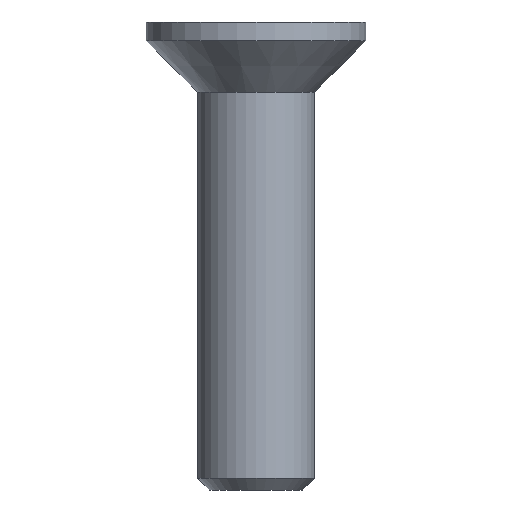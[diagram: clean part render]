
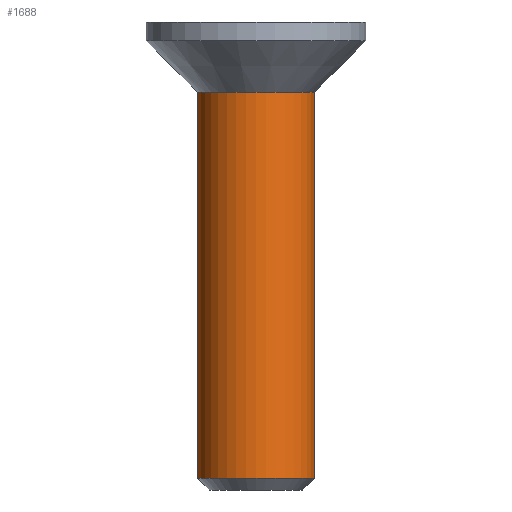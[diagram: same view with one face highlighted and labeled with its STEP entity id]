
A CAD part, front view. The second image highlights one B-rep face of the part: STEP entity #1688.
In plain terms, the highlighted cylindrical face has radius 1.25 mm (diameter 2.5 mm), a full revolution.
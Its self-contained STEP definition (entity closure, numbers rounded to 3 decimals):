
#656 = CONICAL_SURFACE('',#657,2.35,0.785);
#657 = AXIS2_PLACEMENT_3D('',#658,#659,#660);
#658 = CARTESIAN_POINT('',(0.,0.,1.1));
#659 = DIRECTION('',(0.,0.,1.));
#660 = DIRECTION('',(1.,0.,0.));
#1627 = VERTEX_POINT('',#1628);
#1628 = CARTESIAN_POINT('',(1.25,0.,0.));
#1649 = EDGE_CURVE('',#1627,#1627,#1650,.T.);
#1650 = SURFACE_CURVE('',#1651,(#1656,#1663),.PCURVE_S1.);
#1651 = CIRCLE('',#1652,1.25);
#1652 = AXIS2_PLACEMENT_3D('',#1653,#1654,#1655);
#1653 = CARTESIAN_POINT('',(0.,0.,0.));
#1654 = DIRECTION('',(0.,0.,1.));
#1655 = DIRECTION('',(1.,0.,0.));
#1656 = PCURVE('',#656,#1657);
#1657 = DEFINITIONAL_REPRESENTATION('',(#1658),#1662);
#1658 = LINE('',#1659,#1660);
#1659 = CARTESIAN_POINT('',(0.,-1.1));
#1660 = VECTOR('',#1661,1.);
#1661 = DIRECTION('',(1.,-0.));
#1662 = ( GEOMETRIC_REPRESENTATION_CONTEXT(2) 
PARAMETRIC_REPRESENTATION_CONTEXT() REPRESENTATION_CONTEXT('2D SPACE',''
  ) );
#1663 = PCURVE('',#1664,#1669);
#1664 = CYLINDRICAL_SURFACE('',#1665,1.25);
#1665 = AXIS2_PLACEMENT_3D('',#1666,#1667,#1668);
#1666 = CARTESIAN_POINT('',(0.,0.,-8.25));
#1667 = DIRECTION('',(0.,0.,1.));
#1668 = DIRECTION('',(1.,0.,0.));
#1669 = DEFINITIONAL_REPRESENTATION('',(#1670),#1674);
#1670 = LINE('',#1671,#1672);
#1671 = CARTESIAN_POINT('',(0.,8.25));
#1672 = VECTOR('',#1673,1.);
#1673 = DIRECTION('',(1.,0.));
#1674 = ( GEOMETRIC_REPRESENTATION_CONTEXT(2) 
PARAMETRIC_REPRESENTATION_CONTEXT() REPRESENTATION_CONTEXT('2D SPACE',''
  ) );
#1688 = ADVANCED_FACE('',(#1689),#1664,.T.);
#1689 = FACE_BOUND('',#1690,.T.);
#1690 = EDGE_LOOP('',(#1691,#1720,#1741,#1742));
#1691 = ORIENTED_EDGE('',*,*,#1692,.T.);
#1692 = EDGE_CURVE('',#1693,#1693,#1695,.T.);
#1693 = VERTEX_POINT('',#1694);
#1694 = CARTESIAN_POINT('',(1.25,0.,-8.25));
#1695 = SURFACE_CURVE('',#1696,(#1701,#1708),.PCURVE_S1.);
#1696 = CIRCLE('',#1697,1.25);
#1697 = AXIS2_PLACEMENT_3D('',#1698,#1699,#1700);
#1698 = CARTESIAN_POINT('',(0.,0.,-8.25));
#1699 = DIRECTION('',(-0.,0.,1.));
#1700 = DIRECTION('',(1.,0.,0.));
#1701 = PCURVE('',#1664,#1702);
#1702 = DEFINITIONAL_REPRESENTATION('',(#1703),#1707);
#1703 = LINE('',#1704,#1705);
#1704 = CARTESIAN_POINT('',(0.,0.));
#1705 = VECTOR('',#1706,1.);
#1706 = DIRECTION('',(1.,0.));
#1707 = ( GEOMETRIC_REPRESENTATION_CONTEXT(2) 
PARAMETRIC_REPRESENTATION_CONTEXT() REPRESENTATION_CONTEXT('2D SPACE',''
  ) );
#1708 = PCURVE('',#1709,#1714);
#1709 = CONICAL_SURFACE('',#1710,1.,0.785);
#1710 = AXIS2_PLACEMENT_3D('',#1711,#1712,#1713);
#1711 = CARTESIAN_POINT('',(0.,0.,-8.5));
#1712 = DIRECTION('',(0.,0.,1.));
#1713 = DIRECTION('',(1.,0.,0.));
#1714 = DEFINITIONAL_REPRESENTATION('',(#1715),#1719);
#1715 = LINE('',#1716,#1717);
#1716 = CARTESIAN_POINT('',(0.,0.25));
#1717 = VECTOR('',#1718,1.);
#1718 = DIRECTION('',(1.,0.));
#1719 = ( GEOMETRIC_REPRESENTATION_CONTEXT(2) 
PARAMETRIC_REPRESENTATION_CONTEXT() REPRESENTATION_CONTEXT('2D SPACE',''
  ) );
#1720 = ORIENTED_EDGE('',*,*,#1721,.T.);
#1721 = EDGE_CURVE('',#1693,#1627,#1722,.T.);
#1722 = SEAM_CURVE('',#1723,(#1727,#1734),.PCURVE_S1.);
#1723 = LINE('',#1724,#1725);
#1724 = CARTESIAN_POINT('',(1.25,0.,-8.25));
#1725 = VECTOR('',#1726,1.);
#1726 = DIRECTION('',(0.,0.,1.));
#1727 = PCURVE('',#1664,#1728);
#1728 = DEFINITIONAL_REPRESENTATION('',(#1729),#1733);
#1729 = LINE('',#1730,#1731);
#1730 = CARTESIAN_POINT('',(0.,0.));
#1731 = VECTOR('',#1732,1.);
#1732 = DIRECTION('',(0.,1.));
#1733 = ( GEOMETRIC_REPRESENTATION_CONTEXT(2) 
PARAMETRIC_REPRESENTATION_CONTEXT() REPRESENTATION_CONTEXT('2D SPACE',''
  ) );
#1734 = PCURVE('',#1664,#1735);
#1735 = DEFINITIONAL_REPRESENTATION('',(#1736),#1740);
#1736 = LINE('',#1737,#1738);
#1737 = CARTESIAN_POINT('',(6.283,0.));
#1738 = VECTOR('',#1739,1.);
#1739 = DIRECTION('',(0.,1.));
#1740 = ( GEOMETRIC_REPRESENTATION_CONTEXT(2) 
PARAMETRIC_REPRESENTATION_CONTEXT() REPRESENTATION_CONTEXT('2D SPACE',''
  ) );
#1741 = ORIENTED_EDGE('',*,*,#1649,.F.);
#1742 = ORIENTED_EDGE('',*,*,#1721,.F.);
